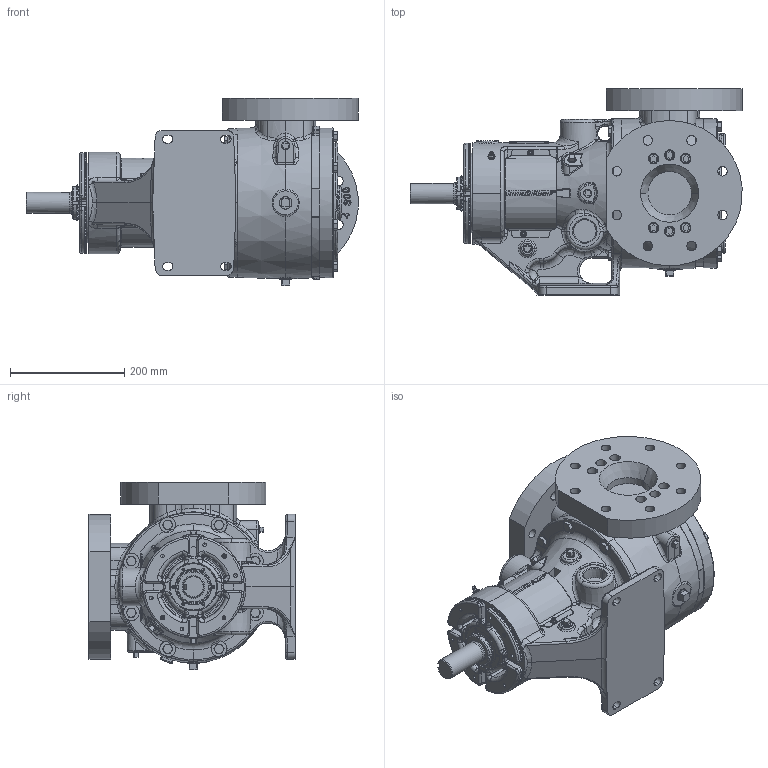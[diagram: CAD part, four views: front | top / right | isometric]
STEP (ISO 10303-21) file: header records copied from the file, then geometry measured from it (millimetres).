
FILE_DESCRIPTION (( 'STEP AP214' ), '1' );
FILE_NAME ('LV-4541.STEP', '2024-04-03T14:49:34', ( '' ), ( '' ), 'SwSTEP 2.0', 'SolidWorks 2022', '' );
FILE_SCHEMA (( 'AUTOMOTIVE_DESIGN' ));
Length unit declared in the file: inch
Products named in the file (1): LV-4541
Bounding box: 580.72 x 360.36 x 327.11 mm (x, y, z)
Volume: 19842423.5 mm3; surface area: 1025846.8 mm2
Topology: 1 solids, 13 shells, 4461 faces, 11380 edges, 7139 vertices
Faces by surface type: plane 1514, bspline 1268, cylinder 897, cone 626, torus 102, sphere 54
Entity records: 251820 total; most frequent: CARTESIAN_POINT 97199, ORIENTED_EDGE 22602, DIRECTION 16254, EDGE_CURVE 11301, VERTEX_POINT 7136, AXIS2_PLACEMENT_3D 6173, EDGE_LOOP 4809, LENGTH_MEASURE_WITH_UNIT 4464
